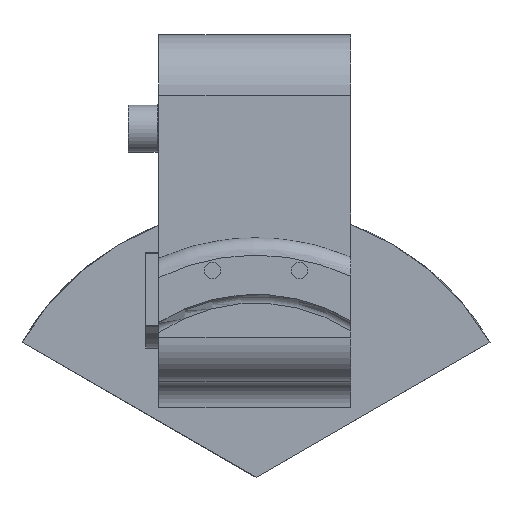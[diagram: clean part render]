
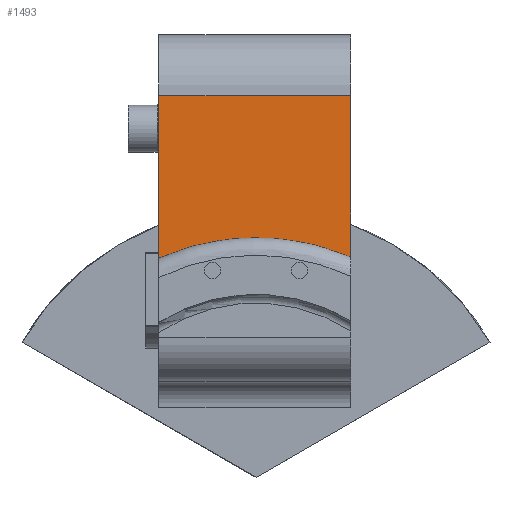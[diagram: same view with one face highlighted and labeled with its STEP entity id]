
A CAD part, left-side view. The second image highlights one B-rep face of the part: STEP entity #1493.
In plain terms, the highlighted planar face has unit normal (-1, 0, 0).
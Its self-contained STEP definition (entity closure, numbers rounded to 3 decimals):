
#22 = VERTEX_POINT('',#23);
#23 = CARTESIAN_POINT('',(-11.8,11.,-14.862));
#32 = PLANE('',#33);
#33 = AXIS2_PLACEMENT_3D('',#34,#35,#36);
#34 = CARTESIAN_POINT('',(-1.893,11.,-11.41));
#35 = DIRECTION('',(0.,1.,0.));
#36 = DIRECTION('',(0.,0.,-1.));
#44 = CYLINDRICAL_SURFACE('',#45,27.5);
#45 = AXIS2_PLACEMENT_3D('',#46,#47,#48);
#46 = CARTESIAN_POINT('',(-11.8,-0.15,-40.));
#47 = DIRECTION('',(1.,0.,0.));
#48 = DIRECTION('',(0.,0.,-1.));
#56 = EDGE_CURVE('',#57,#22,#59,.T.);
#57 = VERTEX_POINT('',#58);
#58 = CARTESIAN_POINT('',(-11.8,11.,3.8));
#59 = SURFACE_CURVE('',#60,(#64,#71),.PCURVE_S1.);
#60 = LINE('',#61,#62);
#61 = CARTESIAN_POINT('',(-11.8,11.,3.8));
#62 = VECTOR('',#63,1.);
#63 = DIRECTION('',(0.,0.,-1.));
#64 = PCURVE('',#32,#65);
#65 = DEFINITIONAL_REPRESENTATION('',(#66),#70);
#66 = LINE('',#67,#68);
#67 = CARTESIAN_POINT('',(-15.21,9.907));
#68 = VECTOR('',#69,1.);
#69 = DIRECTION('',(1.,0.));
#70 = ( GEOMETRIC_REPRESENTATION_CONTEXT(2) 
PARAMETRIC_REPRESENTATION_CONTEXT() REPRESENTATION_CONTEXT('2D SPACE',''
  ) );
#71 = PCURVE('',#72,#77);
#72 = PLANE('',#73);
#73 = AXIS2_PLACEMENT_3D('',#74,#75,#76);
#74 = CARTESIAN_POINT('',(-11.8,11.,3.8));
#75 = DIRECTION('',(-1.,0.,0.));
#76 = DIRECTION('',(0.,-1.,0.));
#77 = DEFINITIONAL_REPRESENTATION('',(#78),#82);
#78 = LINE('',#79,#80);
#79 = CARTESIAN_POINT('',(0.,0.));
#80 = VECTOR('',#81,1.);
#81 = DIRECTION('',(0.,-1.));
#82 = ( GEOMETRIC_REPRESENTATION_CONTEXT(2) 
PARAMETRIC_REPRESENTATION_CONTEXT() REPRESENTATION_CONTEXT('2D SPACE',''
  ) );
#105 = CYLINDRICAL_SURFACE('',#106,7.);
#106 = AXIS2_PLACEMENT_3D('',#107,#108,#109);
#107 = CARTESIAN_POINT('',(-4.8,6.,3.8));
#108 = DIRECTION('',(0.,-1.,0.));
#109 = DIRECTION('',(1.,0.,0.));
#1266 = EDGE_CURVE('',#1267,#22,#1269,.T.);
#1267 = VERTEX_POINT('',#1268);
#1268 = CARTESIAN_POINT('',(-11.8,-11.,-14.731));
#1269 = SURFACE_CURVE('',#1270,(#1275,#1282),.PCURVE_S1.);
#1270 = CIRCLE('',#1271,27.5);
#1271 = AXIS2_PLACEMENT_3D('',#1272,#1273,#1274);
#1272 = CARTESIAN_POINT('',(-11.8,-0.15,-40.));
#1273 = DIRECTION('',(-1.,-0.,0.));
#1274 = DIRECTION('',(0.,0.,-1.));
#1275 = PCURVE('',#44,#1276);
#1276 = DEFINITIONAL_REPRESENTATION('',(#1277),#1281);
#1277 = LINE('',#1278,#1279);
#1278 = CARTESIAN_POINT('',(-0.,0.));
#1279 = VECTOR('',#1280,1.);
#1280 = DIRECTION('',(-1.,0.));
#1281 = ( GEOMETRIC_REPRESENTATION_CONTEXT(2) 
PARAMETRIC_REPRESENTATION_CONTEXT() REPRESENTATION_CONTEXT('2D SPACE',''
  ) );
#1282 = PCURVE('',#72,#1283);
#1283 = DEFINITIONAL_REPRESENTATION('',(#1284),#1288);
#1284 = CIRCLE('',#1285,27.5);
#1285 = AXIS2_PLACEMENT_2D('',#1286,#1287);
#1286 = CARTESIAN_POINT('',(11.15,-43.8));
#1287 = DIRECTION('',(0.,-1.));
#1288 = ( GEOMETRIC_REPRESENTATION_CONTEXT(2) 
PARAMETRIC_REPRESENTATION_CONTEXT() REPRESENTATION_CONTEXT('2D SPACE',''
  ) );
#1306 = PLANE('',#1307);
#1307 = AXIS2_PLACEMENT_3D('',#1308,#1309,#1310);
#1308 = CARTESIAN_POINT('',(-2.413,-11.,-9.737));
#1309 = DIRECTION('',(0.,-1.,0.));
#1310 = DIRECTION('',(0.,0.,1.));
#1493 = ADVANCED_FACE('',(#1494),#72,.T.);
#1494 = FACE_BOUND('',#1495,.T.);
#1495 = EDGE_LOOP('',(#1496,#1519,#1520,#1521));
#1496 = ORIENTED_EDGE('',*,*,#1497,.F.);
#1497 = EDGE_CURVE('',#57,#1498,#1500,.T.);
#1498 = VERTEX_POINT('',#1499);
#1499 = CARTESIAN_POINT('',(-11.8,-11.,3.8));
#1500 = SURFACE_CURVE('',#1501,(#1505,#1512),.PCURVE_S1.);
#1501 = LINE('',#1502,#1503);
#1502 = CARTESIAN_POINT('',(-11.8,6.,3.8));
#1503 = VECTOR('',#1504,1.);
#1504 = DIRECTION('',(0.,-1.,0.));
#1505 = PCURVE('',#72,#1506);
#1506 = DEFINITIONAL_REPRESENTATION('',(#1507),#1511);
#1507 = LINE('',#1508,#1509);
#1508 = CARTESIAN_POINT('',(5.,0.));
#1509 = VECTOR('',#1510,1.);
#1510 = DIRECTION('',(1.,0.));
#1511 = ( GEOMETRIC_REPRESENTATION_CONTEXT(2) 
PARAMETRIC_REPRESENTATION_CONTEXT() REPRESENTATION_CONTEXT('2D SPACE',''
  ) );
#1512 = PCURVE('',#105,#1513);
#1513 = DEFINITIONAL_REPRESENTATION('',(#1514),#1518);
#1514 = LINE('',#1515,#1516);
#1515 = CARTESIAN_POINT('',(3.142,0.));
#1516 = VECTOR('',#1517,1.);
#1517 = DIRECTION('',(0.,1.));
#1518 = ( GEOMETRIC_REPRESENTATION_CONTEXT(2) 
PARAMETRIC_REPRESENTATION_CONTEXT() REPRESENTATION_CONTEXT('2D SPACE',''
  ) );
#1519 = ORIENTED_EDGE('',*,*,#56,.T.);
#1520 = ORIENTED_EDGE('',*,*,#1266,.F.);
#1521 = ORIENTED_EDGE('',*,*,#1522,.F.);
#1522 = EDGE_CURVE('',#1498,#1267,#1523,.T.);
#1523 = SURFACE_CURVE('',#1524,(#1528,#1535),.PCURVE_S1.);
#1524 = LINE('',#1525,#1526);
#1525 = CARTESIAN_POINT('',(-11.8,-11.,3.8));
#1526 = VECTOR('',#1527,1.);
#1527 = DIRECTION('',(0.,0.,-1.));
#1528 = PCURVE('',#72,#1529);
#1529 = DEFINITIONAL_REPRESENTATION('',(#1530),#1534);
#1530 = LINE('',#1531,#1532);
#1531 = CARTESIAN_POINT('',(22.,0.));
#1532 = VECTOR('',#1533,1.);
#1533 = DIRECTION('',(0.,-1.));
#1534 = ( GEOMETRIC_REPRESENTATION_CONTEXT(2) 
PARAMETRIC_REPRESENTATION_CONTEXT() REPRESENTATION_CONTEXT('2D SPACE',''
  ) );
#1535 = PCURVE('',#1306,#1536);
#1536 = DEFINITIONAL_REPRESENTATION('',(#1537),#1541);
#1537 = LINE('',#1538,#1539);
#1538 = CARTESIAN_POINT('',(13.537,9.387));
#1539 = VECTOR('',#1540,1.);
#1540 = DIRECTION('',(-1.,0.));
#1541 = ( GEOMETRIC_REPRESENTATION_CONTEXT(2) 
PARAMETRIC_REPRESENTATION_CONTEXT() REPRESENTATION_CONTEXT('2D SPACE',''
  ) );
